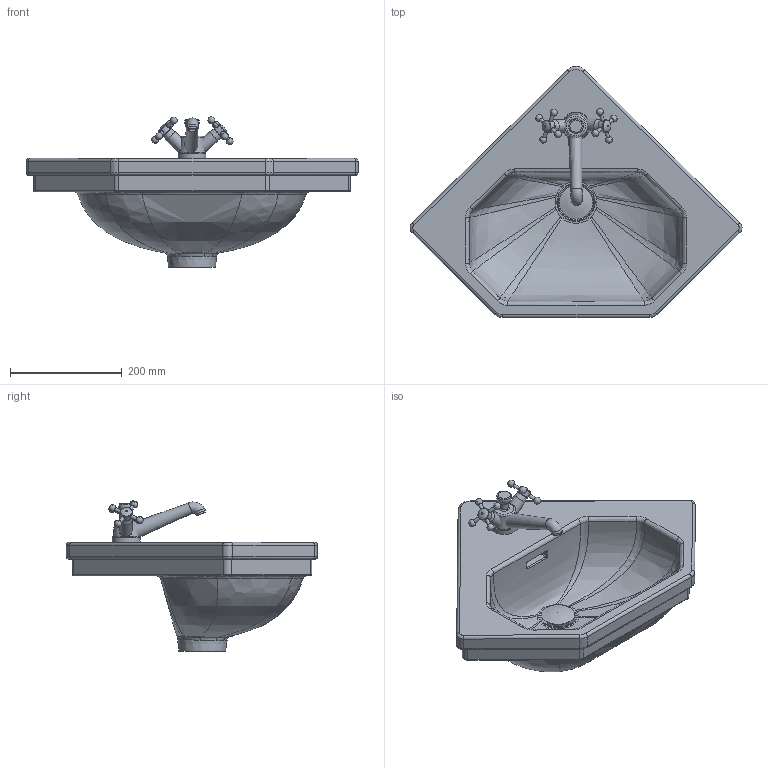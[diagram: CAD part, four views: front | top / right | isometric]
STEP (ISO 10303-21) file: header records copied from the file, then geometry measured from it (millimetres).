
FILE_DESCRIPTION((''),'2;1');
FILE_NAME('79342.stp','2008-01-03T13:07:48',('Huebner'),(''),'Autodesk Inventor 11','Autodesk Inventor 11','');
FILE_SCHEMA(('AUTOMOTIVE_DESIGN { 1 0 10303 214 1 1 1 1 }'));
Length unit declared in the file: millimetre
Products named in the file (11): 79342; Stopfen; Kelch; Baterie_WT1; Baterie_WT; Baterie_Mitte; Teil_2_WT; Teil_3; Neoperl; Baterie_Wasserhahn_2
Assembly tree (11 placements, depth 4):
  79342
    79342
    Stopfen
    Kelch
    Baterie_WT1
      Baterie_WT
        Baterie_Mitte
        Teil_2_WT
        Teil_3
        Neoperl
      Baterie_Wasserhahn_2  x2
Bounding box: 595 x 449.96 x 269.51 mm (x, y, z)
Volume: 7851959.5 mm3; surface area: 685758.1 mm2
Topology: 18 solids, 18 shells, 284 faces, 644 edges, 390 vertices
Faces by surface type: bspline 104, plane 72, cylinder 62, torus 30, sphere 9, cone 7
Full cylindrical faces by diameter (mm): 6 x8, 14 x2, 17 x1, 22 x2, 22.594 x2, 30 x1, 42 x1, 44 x1, 50 x1, 52 x1, 60 x1
Entity records: 15622 total; most frequent: CARTESIAN_POINT 10348, ORIENTED_EDGE 1070, DIRECTION 885, EDGE_CURVE 535, AXIS2_PLACEMENT_3D 376, VERTEX_POINT 344, EDGE_LOOP 319, FACE_OUTER_BOUND 259
